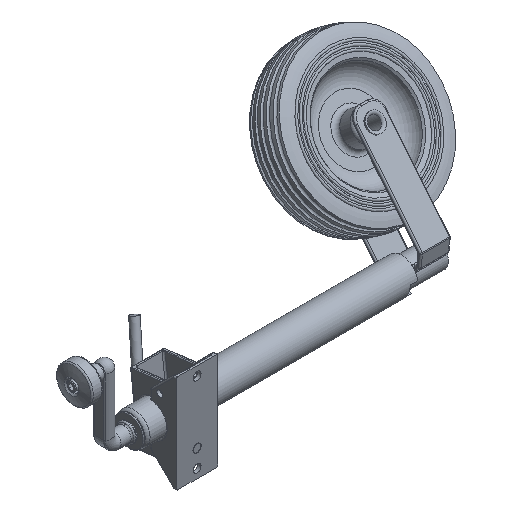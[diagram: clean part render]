
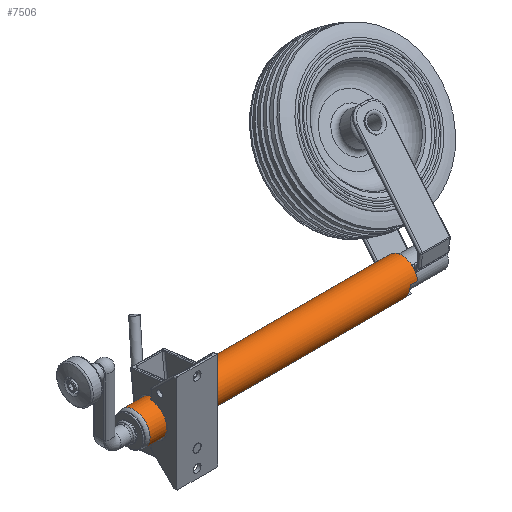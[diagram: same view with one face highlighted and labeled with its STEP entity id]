
A CAD part, isometric view. The second image highlights one B-rep face of the part: STEP entity #7506.
In plain terms, the highlighted cylindrical face has radius 21.15 mm (diameter 42.3 mm), a full revolution.
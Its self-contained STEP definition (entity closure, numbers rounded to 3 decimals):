
#7062=CARTESIAN_POINT('',(18.637,8.,-10.));
#7063=VERTEX_POINT('',#7062);
#7070=CARTESIAN_POINT('',(19.579,10.0,-8.));
#7071=VERTEX_POINT('',#7070);
#7072=CARTESIAN_POINT('',(18.637,8.,-10.));
#7073=CARTESIAN_POINT('',(18.637,8.251,-10.0));
#7074=CARTESIAN_POINT('',(18.664,8.516,-9.95));
#7075=CARTESIAN_POINT('',(18.768,8.998,-9.753));
#7076=CARTESIAN_POINT('',(18.844,9.216,-9.606));
#7077=CARTESIAN_POINT('',(19.016,9.575,-9.26));
#7078=CARTESIAN_POINT('',(19.127,9.736,-9.031));
#7079=CARTESIAN_POINT('',(19.356,9.948,-8.529));
#7080=CARTESIAN_POINT('',(19.474,10.0,-8.257));
#7081=CARTESIAN_POINT('',(19.579,10.0,-8.));
#7082=B_SPLINE_CURVE_WITH_KNOTS('',3,(#7072,#7073,#7074,#7075,#7076,#7077,#7078,#7079,#7080,#7081),.UNSPECIFIED.,.F.,.U.,(4,2,2,2,4),(0.628,0.703,0.779,0.862,0.945),.UNSPECIFIED.);
#7083=EDGE_CURVE('',#7063,#7071,#7082,.T.);
#7108=CARTESIAN_POINT('',(18.637,0.0,-10.0));
#7109=VERTEX_POINT('',#7108);
#7116=CARTESIAN_POINT('',(18.637,8.0,-10.));
#7117=DIRECTION('',(0.0,-1.0,0.0));
#7118=VECTOR('',#7117,8.0);
#7119=LINE('',#7116,#7118);
#7120=EDGE_CURVE('',#7063,#7109,#7119,.T.);
#7130=CARTESIAN_POINT('',(19.579,10.0,8.));
#7131=VERTEX_POINT('',#7130);
#7132=CARTESIAN_POINT('',(18.637,8.,10.));
#7133=VERTEX_POINT('',#7132);
#7134=CARTESIAN_POINT('',(19.579,10.0,8.));
#7135=CARTESIAN_POINT('',(19.474,10.0,8.257));
#7136=CARTESIAN_POINT('',(19.356,9.948,8.529));
#7137=CARTESIAN_POINT('',(19.127,9.736,9.031));
#7138=CARTESIAN_POINT('',(19.016,9.575,9.26));
#7139=CARTESIAN_POINT('',(18.844,9.216,9.606));
#7140=CARTESIAN_POINT('',(18.768,8.998,9.753));
#7141=CARTESIAN_POINT('',(18.664,8.516,9.95));
#7142=CARTESIAN_POINT('',(18.637,8.251,10.0));
#7143=CARTESIAN_POINT('',(18.637,8.,10.));
#7144=B_SPLINE_CURVE_WITH_KNOTS('',3,(#7134,#7135,#7136,#7137,#7138,#7139,#7140,#7141,#7142,#7143),.UNSPECIFIED.,.F.,.U.,(4,2,2,2,4),(0.311,0.394,0.477,0.553,0.628),.UNSPECIFIED.);
#7145=EDGE_CURVE('',#7131,#7133,#7144,.T.);
#7185=CARTESIAN_POINT('',(18.637,0.0,10.0));
#7186=VERTEX_POINT('',#7185);
#7187=CARTESIAN_POINT('',(18.637,0.0,10.));
#7188=DIRECTION('',(0.0,1.0,0.0));
#7189=VECTOR('',#7188,8.0);
#7190=LINE('',#7187,#7189);
#7191=EDGE_CURVE('',#7186,#7133,#7190,.T.);
#7232=CARTESIAN_POINT('',(-18.637,8.,10.));
#7233=VERTEX_POINT('',#7232);
#7240=CARTESIAN_POINT('',(-19.579,10.0,8.));
#7241=VERTEX_POINT('',#7240);
#7242=CARTESIAN_POINT('',(-18.637,8.,10.));
#7243=CARTESIAN_POINT('',(-18.637,8.251,10.0));
#7244=CARTESIAN_POINT('',(-18.664,8.516,9.95));
#7245=CARTESIAN_POINT('',(-18.768,8.998,9.753));
#7246=CARTESIAN_POINT('',(-18.844,9.216,9.606));
#7247=CARTESIAN_POINT('',(-19.016,9.575,9.26));
#7248=CARTESIAN_POINT('',(-19.127,9.736,9.031));
#7249=CARTESIAN_POINT('',(-19.356,9.948,8.529));
#7250=CARTESIAN_POINT('',(-19.474,10.0,8.257));
#7251=CARTESIAN_POINT('',(-19.579,10.0,8.));
#7252=B_SPLINE_CURVE_WITH_KNOTS('',3,(#7242,#7243,#7244,#7245,#7246,#7247,#7248,#7249,#7250,#7251),.UNSPECIFIED.,.F.,.U.,(4,2,2,2,4),(0.628,0.703,0.779,0.862,0.945),.UNSPECIFIED.);
#7253=EDGE_CURVE('',#7233,#7241,#7252,.T.);
#7278=CARTESIAN_POINT('',(-18.637,0.0,10.0));
#7279=VERTEX_POINT('',#7278);
#7286=CARTESIAN_POINT('',(-18.637,8.0,10.));
#7287=DIRECTION('',(0.0,-1.0,0.0));
#7288=VECTOR('',#7287,8.0);
#7289=LINE('',#7286,#7288);
#7290=EDGE_CURVE('',#7233,#7279,#7289,.T.);
#7300=CARTESIAN_POINT('',(-19.579,10.0,-8.));
#7301=VERTEX_POINT('',#7300);
#7302=CARTESIAN_POINT('',(-18.637,8.,-10.));
#7303=VERTEX_POINT('',#7302);
#7304=CARTESIAN_POINT('',(-19.579,10.0,-8.));
#7305=CARTESIAN_POINT('',(-19.474,10.0,-8.257));
#7306=CARTESIAN_POINT('',(-19.356,9.948,-8.529));
#7307=CARTESIAN_POINT('',(-19.127,9.736,-9.031));
#7308=CARTESIAN_POINT('',(-19.016,9.575,-9.26));
#7309=CARTESIAN_POINT('',(-18.844,9.216,-9.606));
#7310=CARTESIAN_POINT('',(-18.768,8.998,-9.753));
#7311=CARTESIAN_POINT('',(-18.664,8.516,-9.95));
#7312=CARTESIAN_POINT('',(-18.637,8.251,-10.0));
#7313=CARTESIAN_POINT('',(-18.637,8.,-10.));
#7314=B_SPLINE_CURVE_WITH_KNOTS('',3,(#7304,#7305,#7306,#7307,#7308,#7309,#7310,#7311,#7312,#7313),.UNSPECIFIED.,.F.,.U.,(4,2,2,2,4),(0.311,0.394,0.477,0.553,0.628),.UNSPECIFIED.);
#7315=EDGE_CURVE('',#7301,#7303,#7314,.T.);
#7355=CARTESIAN_POINT('',(-18.637,0.0,-10.0));
#7356=VERTEX_POINT('',#7355);
#7357=CARTESIAN_POINT('',(-18.637,0.0,-10.));
#7358=DIRECTION('',(0.0,1.0,0.0));
#7359=VECTOR('',#7358,8.0);
#7360=LINE('',#7357,#7359);
#7361=EDGE_CURVE('',#7356,#7303,#7360,.T.);
#7386=CARTESIAN_POINT('',(0.0,10.0,0.0));
#7387=DIRECTION('',(0.0,1.0,0.0));
#7388=DIRECTION('',(1.0,0.0,0.0));
#7389=AXIS2_PLACEMENT_3D('',#7386,#7387,#7388);
#7390=CIRCLE('',#7389,21.15);
#7391=EDGE_CURVE('',#7301,#7241,#7390,.T.);
#7410=CARTESIAN_POINT('',(0.0,10.0,0.0));
#7411=DIRECTION('',(0.0,1.0,0.0));
#7412=DIRECTION('',(1.0,0.0,0.0));
#7413=AXIS2_PLACEMENT_3D('',#7410,#7411,#7412);
#7414=CIRCLE('',#7413,21.15);
#7415=EDGE_CURVE('',#7131,#7071,#7414,.T.);
#7442=CARTESIAN_POINT('',(0.0,0.0,0.0));
#7443=DIRECTION('',(0.0,-1.0,0.0));
#7444=DIRECTION('',(1.0,0.0,0.0));
#7445=AXIS2_PLACEMENT_3D('',#7442,#7443,#7444);
#7446=CIRCLE('',#7445,21.15);
#7447=EDGE_CURVE('',#7356,#7109,#7446,.T.);
#7458=CARTESIAN_POINT('',(0.0,0.0,0.0));
#7459=DIRECTION('',(0.0,-1.0,0.0));
#7460=DIRECTION('',(1.0,0.0,0.0));
#7461=AXIS2_PLACEMENT_3D('',#7458,#7459,#7460);
#7462=CIRCLE('',#7461,21.15);
#7463=EDGE_CURVE('',#7186,#7279,#7462,.T.);
#7476=CARTESIAN_POINT('',(0.0,177.5,0.0));
#7477=DIRECTION('',(0.0,-1.0,0.0));
#7478=DIRECTION('',(1.0,0.0,0.0));
#7479=AXIS2_PLACEMENT_3D('',#7476,#7477,#7478);
#7480=CYLINDRICAL_SURFACE('',#7479,21.15);
#7481=CARTESIAN_POINT('',(21.15,355.,0.0));
#7482=VERTEX_POINT('',#7481);
#7483=CARTESIAN_POINT('',(0.0,355.,0.0));
#7484=DIRECTION('',(0.0,-1.0,0.0));
#7485=DIRECTION('',(1.0,0.0,0.0));
#7486=AXIS2_PLACEMENT_3D('',#7483,#7484,#7485);
#7487=CIRCLE('',#7486,21.15);
#7488=EDGE_CURVE('',#7482,#7482,#7487,.T.);
#7489=ORIENTED_EDGE('',*,*,#7488,.T.);
#7490=EDGE_LOOP('',(#7489));
#7491=FACE_OUTER_BOUND('',#7490,.T.);
#7492=ORIENTED_EDGE('',*,*,#7191,.T.);
#7493=ORIENTED_EDGE('',*,*,#7145,.F.);
#7494=ORIENTED_EDGE('',*,*,#7415,.T.);
#7495=ORIENTED_EDGE('',*,*,#7083,.F.);
#7496=ORIENTED_EDGE('',*,*,#7120,.T.);
#7497=ORIENTED_EDGE('',*,*,#7447,.F.);
#7498=ORIENTED_EDGE('',*,*,#7361,.T.);
#7499=ORIENTED_EDGE('',*,*,#7315,.F.);
#7500=ORIENTED_EDGE('',*,*,#7391,.T.);
#7501=ORIENTED_EDGE('',*,*,#7253,.F.);
#7502=ORIENTED_EDGE('',*,*,#7290,.T.);
#7503=ORIENTED_EDGE('',*,*,#7463,.F.);
#7504=EDGE_LOOP('',(#7492,#7493,#7494,#7495,#7496,#7497,#7498,#7499,#7500,#7501,#7502,#7503));
#7505=FACE_BOUND('',#7504,.T.);
#7506=ADVANCED_FACE('',(#7491,#7505),#7480,.T.);
